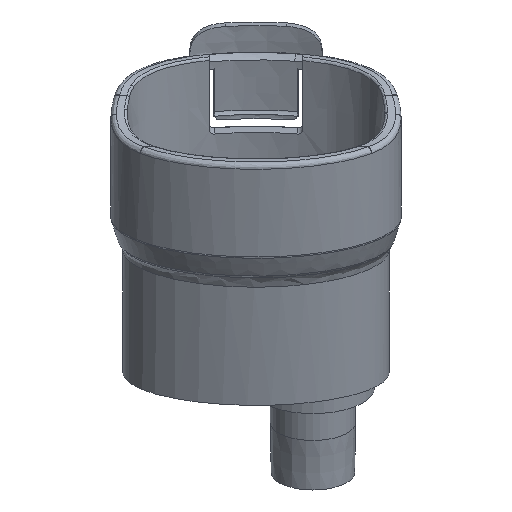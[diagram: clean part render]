
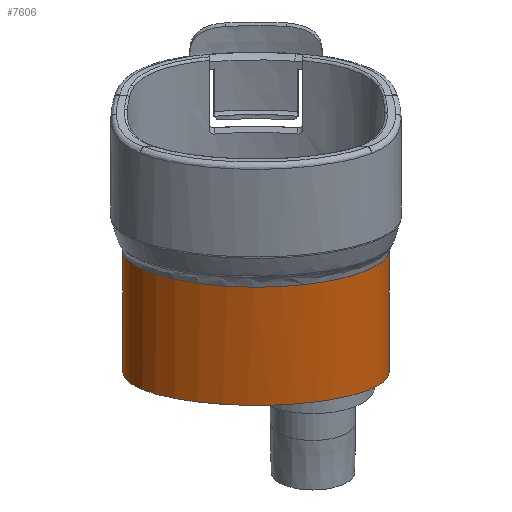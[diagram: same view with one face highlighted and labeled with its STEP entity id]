
A CAD part, left-side view. The second image highlights one B-rep face of the part: STEP entity #7606.
In plain terms, the highlighted face is a extrusion surface.
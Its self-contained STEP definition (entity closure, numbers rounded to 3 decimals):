
#1469=DIRECTION('',(-0.423,0.,0.906));
#1470=VECTOR('',#1469,24.405);
#1471=CARTESIAN_POINT('',(104.013,-34.35,-65.519));
#1472=LINE('',#1471,#1470);
#1473=CARTESIAN_POINT('',(104.013,-34.35,-65.519));
#1497=CARTESIAN_POINT('',(104.013,-82.65,-65.519));
#1499=DIRECTION('',(0.423,0.,-0.906));
#1500=VECTOR('',#1499,24.405);
#1501=CARTESIAN_POINT('',(93.699,-82.65,
-43.4));
#1502=LINE('',#1501,#1500);
#2219=CARTESIAN_POINT('',(104.013,-82.65,-65.519));
#2220=CARTESIAN_POINT('',(103.259,-82.65,-65.87));
#2221=CARTESIAN_POINT('',(101.694,-82.397,
-66.6));
#2222=CARTESIAN_POINT('',(99.288,-81.116,
-67.722));
#2223=CARTESIAN_POINT('',(96.969,-78.866,
-68.804));
#2224=CARTESIAN_POINT('',(94.898,-75.7,
-69.769));
#2225=CARTESIAN_POINT('',(93.22,-71.793,
-70.552));
#2226=CARTESIAN_POINT('',(92.227,-68.146,
-71.015));
#2227=CARTESIAN_POINT('',(91.688,-65.146,
-71.266));
#2228=CARTESIAN_POINT('',(91.409,-62.89,
-71.396));
#2229=CARTESIAN_POINT('',(91.275,-61.033,
-71.459));
#2230=CARTESIAN_POINT('',(91.224,-59.573,
-71.483));
#2231=CARTESIAN_POINT('',(91.211,-58.5,-71.488));
#2232=CARTESIAN_POINT('',(91.224,-57.427,
-71.483));
#2233=CARTESIAN_POINT('',(91.275,-55.967,
-71.459));
#2234=CARTESIAN_POINT('',(91.409,-54.11,
-71.396));
#2235=CARTESIAN_POINT('',(91.688,-51.854,
-71.266));
#2236=CARTESIAN_POINT('',(92.227,-48.853,
-71.015));
#2237=CARTESIAN_POINT('',(93.22,-45.207,
-70.552));
#2238=CARTESIAN_POINT('',(94.898,-41.3,
-69.769));
#2239=CARTESIAN_POINT('',(96.969,-38.134,
-68.804));
#2240=CARTESIAN_POINT('',(99.288,-35.884,
-67.722));
#2241=CARTESIAN_POINT('',(101.694,-34.603,
-66.6));
#2242=CARTESIAN_POINT('',(103.259,-34.35,-65.87));
#2243=CARTESIAN_POINT('',(104.013,-34.35,-65.519));
#2245=CARTESIAN_POINT('',(93.699,-82.65,
-43.4));
#2246=CARTESIAN_POINT('',(93.423,-82.65,
-43.529));
#2247=CARTESIAN_POINT('',(92.866,-82.616,
-43.792));
#2248=CARTESIAN_POINT('',(92.031,-82.46,
-44.198));
#2249=CARTESIAN_POINT('',(91.187,-82.193,
-44.618));
#2250=CARTESIAN_POINT('',(90.328,-81.802,
-45.056));
#2251=CARTESIAN_POINT('',(89.456,-81.274,
-45.511));
#2252=CARTESIAN_POINT('',(88.57,-80.592,
-45.981));
#2253=CARTESIAN_POINT('',(87.672,-79.736,
-46.465));
#2254=CARTESIAN_POINT('',(86.77,-78.687,
-46.957));
#2255=CARTESIAN_POINT('',(85.873,-77.424,
-47.451));
#2256=CARTESIAN_POINT('',(84.996,-75.931,
-47.937));
#2257=CARTESIAN_POINT('',(84.155,-74.194,
-48.404));
#2258=CARTESIAN_POINT('',(83.372,-72.207,
-48.839));
#2259=CARTESIAN_POINT('',(82.672,-69.977,
-49.227));
#2260=CARTESIAN_POINT('',(82.081,-67.527,
-49.555));
#2261=CARTESIAN_POINT('',(81.626,-64.898,
-49.806));
#2262=CARTESIAN_POINT('',(81.326,-62.148,
-49.972));
#2263=CARTESIAN_POINT('',(81.191,-59.339,
-50.046));
#2264=CARTESIAN_POINT('',(81.225,-56.535,
-50.027));
#2265=CARTESIAN_POINT('',(81.422,-53.798,
-49.919));
#2266=CARTESIAN_POINT('',(81.768,-51.183,
-49.728));
#2267=CARTESIAN_POINT('',(82.245,-48.733,
-49.464));
#2268=CARTESIAN_POINT('',(82.83,-46.479,
-49.139));
#2269=CARTESIAN_POINT('',(83.503,-44.439,
-48.766));
#2270=CARTESIAN_POINT('',(84.24,-42.621,
-48.356));
#2271=CARTESIAN_POINT('',(85.024,-41.023,
-47.921));
#2272=CARTESIAN_POINT('',(85.838,-39.636,
-47.47));
#2273=CARTESIAN_POINT('',(86.67,-38.448,
-47.012));
#2274=CARTESIAN_POINT('',(87.508,-37.444,
-46.554));
#2275=CARTESIAN_POINT('',(88.346,-36.609,
-46.101));
#2276=CARTESIAN_POINT('',(89.179,-35.926,
-45.657));
#2277=CARTESIAN_POINT('',(90.005,-35.38,
-45.224));
#2278=CARTESIAN_POINT('',(90.823,-34.96,
-44.803));
#2279=CARTESIAN_POINT('',(91.622,-34.658,
-44.4));
#2280=CARTESIAN_POINT('',(92.38,-34.466,
-44.027));
#2281=CARTESIAN_POINT('',(93.068,-34.369,
-43.696));
#2282=CARTESIAN_POINT('',(93.501,-34.35,
-43.492));
#2283=CARTESIAN_POINT('',(93.699,-34.35,
-43.4));
#2284=CARTESIAN_POINT('',(93.699,-34.35,
-43.4));
#2845=VERTEX_POINT('',#2245);
#2846=VERTEX_POINT('',#2284);
#2981=VERTEX_POINT('',#1473);
#2982=VERTEX_POINT('',#1497);
#7590=CARTESIAN_POINT('',(93.025,-58.5,-41.955));
#7591=DIRECTION('',(0.423,0.,-0.906));
#7592=DIRECTION('',(0.,1.,0.));
#7593=AXIS2_PLACEMENT_3D('',#7590,#7591,#7592);
#7596=DIRECTION('',(0.423,0.,-0.906));
#7597=VECTOR('',#7596,1.);
#7598=SURFACE_OF_LINEAR_EXTRUSION('',#7595,#7597);
#7600=ORIENTED_EDGE('',*,*,#7599,.T.);
#7601=ORIENTED_EDGE('',*,*,#5755,.T.);
#7602=ORIENTED_EDGE('',*,*,#6114,.F.);
#7603=ORIENTED_EDGE('',*,*,#5759,.T.);
#7604=EDGE_LOOP('',(#7600,#7601,#7602,#7603));
#7605=FACE_OUTER_BOUND('',#7604,.F.);
#7606=ADVANCED_FACE('',(#7605),#7598,.T.);
#2244=B_SPLINE_CURVE_WITH_KNOTS('',3,(#2219,#2220,#2221,#2222,#2223,#2224,#2225,
#2226,#2227,#2228,#2229,#2230,#2231,#2232,#2233,#2234,#2235,#2236,#2237,#2238,
#2239,#2240,#2241,#2242,#2243),.UNSPECIFIED.,.F.,.F.,(4,1,1,1,1,1,1,1,1,1,1,1,1,
1,1,1,1,1,1,1,1,1,4),(0.,0.063,0.125,0.188,0.25,0.313,0.375,
0.406,0.438,0.469,0.484,0.5,0.516,0.531,0.563,
0.594,0.625,0.688,0.75,0.813,0.875,0.938,1.),
.UNSPECIFIED.);
#2285=B_SPLINE_CURVE_WITH_KNOTS('',3,(#2245,#2246,#2247,#2248,#2249,#2250,#2251,
#2252,#2253,#2254,#2255,#2256,#2257,#2258,#2259,#2260,#2261,#2262,#2263,#2264,
#2265,#2266,#2267,#2268,#2269,#2270,#2271,#2272,#2273,#2274,#2275,#2276,#2277,
#2278,#2279,#2280,#2281,#2282,#2283,#2284),.UNSPECIFIED.,.F.,.F.,(4,1,1,1,1,1,1,
1,1,1,1,1,1,1,1,1,1,1,1,1,1,1,1,1,1,1,1,1,1,1,1,1,1,1,1,1,1,4),(0.,
0.016,0.033,0.05,0.068,
0.087,0.108,0.13,0.154,
0.181,0.21,0.242,0.277,
0.315,0.355,0.398,0.442,
0.487,0.531,0.575,0.617,
0.657,0.694,0.729,0.761,
0.791,0.818,0.843,0.866,
0.887,0.906,0.925,0.942,
0.959,0.974,0.988,1.,1.),
.UNSPECIFIED.);
#5755=EDGE_CURVE('',#2981,#2846,#1472,.T.);
#5759=EDGE_CURVE('',#2845,#2982,#1502,.T.);
#6114=EDGE_CURVE('',#2845,#2846,#2285,.T.);
#7594=ELLIPSE('',#7593,24.15,14.121);
#7595=TRIMMED_CURVE('',#7594,(PARAMETER_VALUE(180.)),(PARAMETER_VALUE(360.)),.T.,.UNSPECIFIED.);
#7599=EDGE_CURVE('',#2982,#2981,#2244,.T.);
